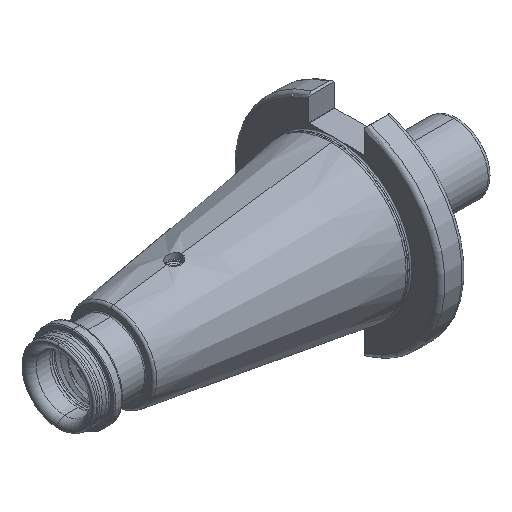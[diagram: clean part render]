
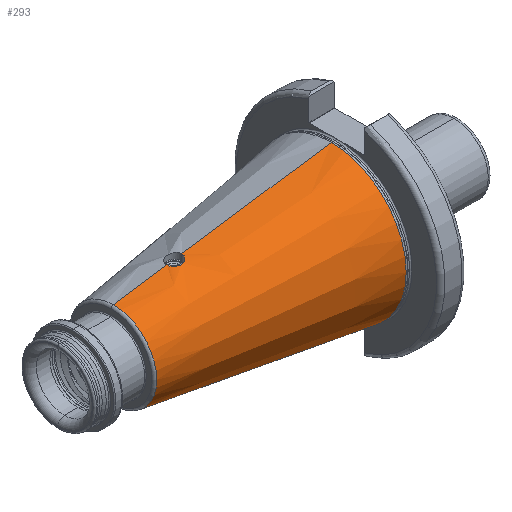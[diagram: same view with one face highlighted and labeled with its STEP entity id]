
A CAD part, isometric view. The second image highlights one B-rep face of the part: STEP entity #293.
In plain terms, the highlighted conical face has half-angle 8.297 degrees and reference radius 35.027 mm.
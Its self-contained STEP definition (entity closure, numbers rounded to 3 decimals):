
#293 = ADVANCED_FACE ( 'NONE', ( #26095 ), #26060, .T. ) ;
#2194 = CARTESIAN_POINT ( 'NONE',  ( -8.5, 0., -35.027 ) ) ;
#2215 = DIRECTION ( 'NONE',  ( 0.99, 0., -0.144 ) ) ;
#5457 = ORIENTED_EDGE ( 'NONE', *, *, #6355, .F. ) ;
#5482 = ORIENTED_EDGE ( 'NONE', *, *, #5680, .T. ) ;
#5507 = ORIENTED_EDGE ( 'NONE', *, *, #6407, .T. ) ;
#5508 = ORIENTED_EDGE ( 'NONE', *, *, #6354, .F. ) ;
#5511 = ORIENTED_EDGE ( 'NONE', *, *, #26039, .F. ) ;
#5512 = ORIENTED_EDGE ( 'NONE', *, *, #5681, .F. ) ;
#5680 = EDGE_CURVE ( 'NONE', #22142, #22198, #26181, .T. ) ;
#5681 = EDGE_CURVE ( 'NONE', #22095, #22120, #26182, .T. ) ;
#6354 = EDGE_CURVE ( 'NONE', #22120, #21820, #8535, .T. ) ;
#6355 = EDGE_CURVE ( 'NONE', #21938, #22198, #8531, .T. ) ;
#6407 = EDGE_CURVE ( 'NONE', #22095, #22142, #8564, .T. ) ;
#7008 = CARTESIAN_POINT ( 'NONE',  ( -8.5, 0., 35.027 ) ) ;
#7009 = CARTESIAN_POINT ( 'NONE',  ( -8.5, 0., 35.027 ) ) ;
#7016 = DIRECTION ( 'NONE',  ( 0.99, 0., 0.144 ) ) ;
#7027 = DIRECTION ( 'NONE',  ( 0.99, 0., 0.144 ) ) ;
#7253 = B_SPLINE_CURVE_WITH_KNOTS ( 'NONE', 3,
 ( #16881, #16910, #16911, #16864, #16867, #16899, #16869, #16886, #16887, #16892, #16893, #16894, #16938, #16913, #16947, #16922, #16955, #16934, #16923, #16925, #16953, #16954, #16914, #16941, #16928, #16948, #16946, #16915, #16929, #16951, #16935, #16939, #16940, #16916 ),
 .UNSPECIFIED., .F., .F.,
 ( 4, 2, 2, 2, 2, 2, 2, 2, 2, 2, 2, 2, 2, 2, 2, 2, 4 ),
 ( 0.019, 0.02, 0.021, 0.021, 0.022, 0.023, 0.023, 0.024, 0.025, 0.026, 0.026, 0.027, 0.028, 0.028, 0.029, 0.03, 0.03 ),
 .UNSPECIFIED. ) ;
#8514 = VECTOR ( 'NONE', #7016, 1000. ) ;
#8531 = LINE ( 'NONE', #7008, #8555 ) ;
#8535 = LINE ( 'NONE', #7009, #8514 ) ;
#8555 = VECTOR ( 'NONE', #7027, 1000. ) ;
#8564 = LINE ( 'NONE', #2194, #8579 ) ;
#8579 = VECTOR ( 'NONE', #2215, 1000. ) ;
#12185 = DIRECTION ( 'NONE',  ( 0., 0., -1. ) ) ;
#12214 = CARTESIAN_POINT ( 'NONE',  ( -8.5, 0., 0. ) ) ;
#12220 = DIRECTION ( 'NONE',  ( 1., 0., 0. ) ) ;
#16066 = AXIS2_PLACEMENT_3D ( 'NONE', #12214, #12220, #12185 ) ;
#16100 = AXIS2_PLACEMENT_3D ( 'NONE', #18512, #18501, #18518 ) ;
#16106 = AXIS2_PLACEMENT_3D ( 'NONE', #18517, #18507, #18498 ) ;
#16864 = CARTESIAN_POINT ( 'NONE',  ( -85.087, -0.914, 23.842 ) ) ;
#16867 = CARTESIAN_POINT ( 'NONE',  ( -85.019, -1.135, 23.842 ) ) ;
#16869 = CARTESIAN_POINT ( 'NONE',  ( -84.732, -1.764, 23.846 ) ) ;
#16881 = CARTESIAN_POINT ( 'NONE',  ( -85.2, 0., 23.842 ) ) ;
#16886 = CARTESIAN_POINT ( 'NONE',  ( -84.473, -2.148, 23.852 ) ) ;
#16887 = CARTESIAN_POINT ( 'NONE',  ( -84.325, -2.327, 23.857 ) ) ;
#16892 = CARTESIAN_POINT ( 'NONE',  ( -83.995, -2.653, 23.871 ) ) ;
#16893 = CARTESIAN_POINT ( 'NONE',  ( -83.816, -2.797, 23.881 ) ) ;
#16894 = CARTESIAN_POINT ( 'NONE',  ( -83.433, -3.05, 23.906 ) ) ;
#16899 = CARTESIAN_POINT ( 'NONE',  ( -84.842, -1.559, 23.844 ) ) ;
#16910 = CARTESIAN_POINT ( 'NONE',  ( -85.2, -0.23, 23.842 ) ) ;
#16911 = CARTESIAN_POINT ( 'NONE',  ( -85.178, -0.458, 23.842 ) ) ;
#16913 = CARTESIAN_POINT ( 'NONE',  ( -82.8, -3.331, 23.961 ) ) ;
#16914 = CARTESIAN_POINT ( 'NONE',  ( -79.937, -3.032, 24.422 ) ) ;
#16915 = CARTESIAN_POINT ( 'NONE',  ( -78.665, -1.758, 24.733 ) ) ;
#16916 = CARTESIAN_POINT ( 'NONE',  ( -78.2, 0., 24.863 ) ) ;
#16922 = CARTESIAN_POINT ( 'NONE',  ( -82.131, -3.481, 24.039 ) ) ;
#16923 = CARTESIAN_POINT ( 'NONE',  ( -81.22, -3.474, 24.174 ) ) ;
#16925 = CARTESIAN_POINT ( 'NONE',  ( -80.771, -3.382, 24.253 ) ) ;
#16928 = CARTESIAN_POINT ( 'NONE',  ( -79.385, -2.635, 24.549 ) ) ;
#16929 = CARTESIAN_POINT ( 'NONE',  ( -78.557, -1.557, 24.762 ) ) ;
#16934 = CARTESIAN_POINT ( 'NONE',  ( -81.446, -3.498, 24.137 ) ) ;
#16935 = CARTESIAN_POINT ( 'NONE',  ( -78.313, -0.911, 24.83 ) ) ;
#16938 = CARTESIAN_POINT ( 'NONE',  ( -83.226, -3.158, 23.922 ) ) ;
#16939 = CARTESIAN_POINT ( 'NONE',  ( -78.223, -0.461, 24.856 ) ) ;
#16940 = CARTESIAN_POINT ( 'NONE',  ( -78.2, -0.233, 24.863 ) ) ;
#16941 = CARTESIAN_POINT ( 'NONE',  ( -79.559, -2.778, 24.508 ) ) ;
#16946 = CARTESIAN_POINT ( 'NONE',  ( -78.918, -2.136, 24.666 ) ) ;
#16947 = CARTESIAN_POINT ( 'NONE',  ( -82.581, -3.395, 23.985 ) ) ;
#16948 = CARTESIAN_POINT ( 'NONE',  ( -79.065, -2.315, 24.628 ) ) ;
#16951 = CARTESIAN_POINT ( 'NONE',  ( -78.381, -1.134, 24.811 ) ) ;
#16953 = CARTESIAN_POINT ( 'NONE',  ( -80.554, -3.315, 24.294 ) ) ;
#16954 = CARTESIAN_POINT ( 'NONE',  ( -80.138, -3.14, 24.379 ) ) ;
#16955 = CARTESIAN_POINT ( 'NONE',  ( -81.9, -3.502, 24.07 ) ) ;
#17237 = CARTESIAN_POINT ( 'NONE',  ( -78.2, 0., 24.863 ) ) ;
#17258 = CARTESIAN_POINT ( 'NONE',  ( -85.2, 0., 23.842 ) ) ;
#17300 = CARTESIAN_POINT ( 'NONE',  ( -8.5, 0., -35.027 ) ) ;
#17302 = CARTESIAN_POINT ( 'NONE',  ( -8.5, 0., 35.027 ) ) ;
#17304 = CARTESIAN_POINT ( 'NONE',  ( -110.123, 0., -20.207 ) ) ;
#17328 = CARTESIAN_POINT ( 'NONE',  ( -110.123, 0., 20.207 ) ) ;
#18498 = DIRECTION ( 'NONE',  ( 0., 0., 1. ) ) ;
#18501 = DIRECTION ( 'NONE',  ( -1., 0., 0. ) ) ;
#18507 = DIRECTION ( 'NONE',  ( -1., 0., 0. ) ) ;
#18512 = CARTESIAN_POINT ( 'NONE',  ( -110.123, 0., 0. ) ) ;
#18517 = CARTESIAN_POINT ( 'NONE',  ( -8.5, 0., 0. ) ) ;
#18518 = DIRECTION ( 'NONE',  ( 0., 0., 1. ) ) ;
#21820 = VERTEX_POINT ( 'NONE', #17258 ) ;
#21938 = VERTEX_POINT ( 'NONE', #17237 ) ;
#22095 = VERTEX_POINT ( 'NONE', #17304 ) ;
#22120 = VERTEX_POINT ( 'NONE', #17328 ) ;
#22142 = VERTEX_POINT ( 'NONE', #17300 ) ;
#22198 = VERTEX_POINT ( 'NONE', #17302 ) ;
#25045 = EDGE_LOOP ( 'NONE', ( #5508, #5512, #5507, #5482, #5457, #5511 ) ) ;
#26039 = EDGE_CURVE ( 'NONE', #21820, #21938, #7253, .T. ) ;
#26060 = CONICAL_SURFACE ( 'NONE', #16066, 35.027, 0.145 ) ;
#26095 = FACE_OUTER_BOUND ( 'NONE', #25045, .T. ) ;
#26181 = CIRCLE ( 'NONE', #16106, 35.027 ) ;
#26182 = CIRCLE ( 'NONE', #16100, 20.207 ) ;
